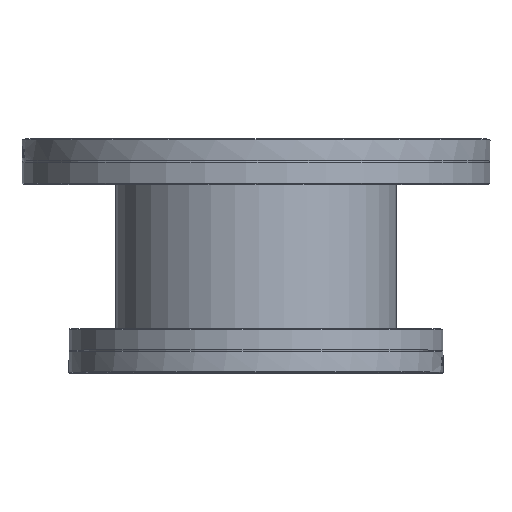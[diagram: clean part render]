
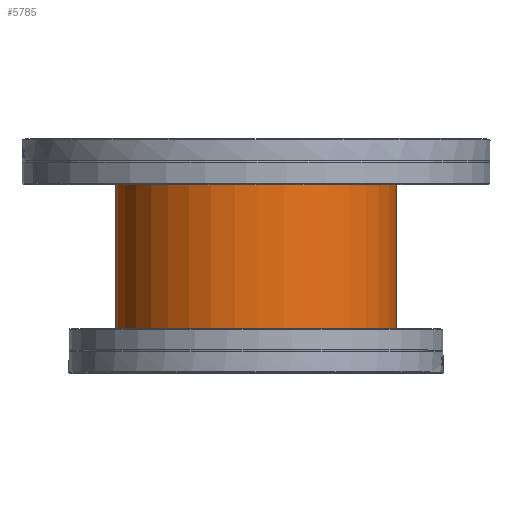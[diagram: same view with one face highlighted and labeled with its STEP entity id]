
A CAD part, top view. The second image highlights one B-rep face of the part: STEP entity #5785.
In plain terms, the highlighted cylindrical face has radius 76.2 mm (diameter 152.4 mm), a full revolution.
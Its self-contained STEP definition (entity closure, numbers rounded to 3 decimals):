
#1232=FACE_BOUND('',#2217,.T.);
#1591=FACE_OUTER_BOUND('',#2216,.T.);
#2216=EDGE_LOOP('',(#5346));
#2217=EDGE_LOOP('',(#5347));
#2556=CIRCLE('',#6487,76.2);
#2557=CIRCLE('',#6488,76.2);
#3121=VERTEX_POINT('',#33672);
#3122=VERTEX_POINT('',#33674);
#3864=EDGE_CURVE('',#3121,#3121,#2556,.T.);
#3865=EDGE_CURVE('',#3122,#3122,#2557,.T.);
#5346=ORIENTED_EDGE('',*,*,#3864,.F.);
#5347=ORIENTED_EDGE('',*,*,#3865,.F.);
#5428=CYLINDRICAL_SURFACE('',#6486,76.2);
#5785=ADVANCED_FACE('',(#1591,#1232),#5428,.T.);
#6486=AXIS2_PLACEMENT_3D('',#33671,#7908,#7909);
#6487=AXIS2_PLACEMENT_3D('',#33673,#7910,#7911);
#6488=AXIS2_PLACEMENT_3D('',#33675,#7912,#7913);
#7908=DIRECTION('center_axis',(0.,0.,1.));
#7909=DIRECTION('ref_axis',(-1.,0.,0.));
#7910=DIRECTION('center_axis',(0.,0.,1.));
#7911=DIRECTION('ref_axis',(-1.,0.,0.));
#7912=DIRECTION('center_axis',(0.,0.,-1.));
#7913=DIRECTION('ref_axis',(-1.,0.,0.));
#33671=CARTESIAN_POINT('Origin',(0.,0.,0.));
#33672=CARTESIAN_POINT('',(76.2,0.,113.13));
#33673=CARTESIAN_POINT('Origin',(0.,0.,113.13));
#33674=CARTESIAN_POINT('',(76.2,0.,0.));
#33675=CARTESIAN_POINT('Origin',(0.,0.,0.));
